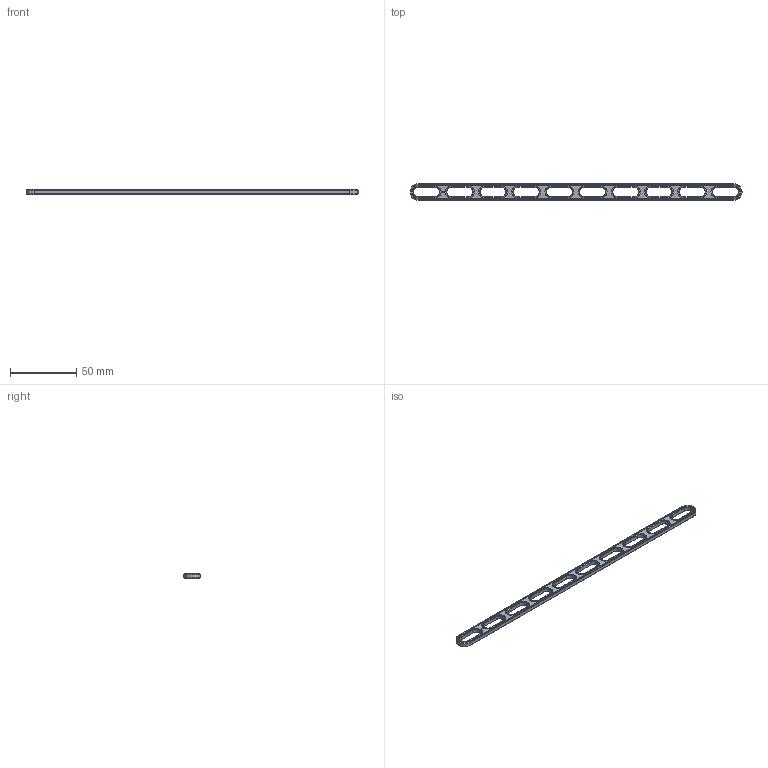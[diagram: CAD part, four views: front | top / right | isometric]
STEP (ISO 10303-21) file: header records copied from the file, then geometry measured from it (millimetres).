
FILE_DESCRIPTION(('FreeCAD Model'),'2;1');
FILE_NAME('Open CASCADE Shape Model','2021-03-28T15:38:35',('Author'),( ''),'Open CASCADE STEP processor 7.4','FreeCAD','Unknown');
FILE_SCHEMA(('AUTOMOTIVE_DESIGN { 1 0 10303 214 1 1 1 1 }'));
Length unit declared in the file: millimetre
Products named in the file (1): Brace_STR_SLT_SQT_ERR_BU20x01x00.25x02_-_SPN-BRC-0440_(stemfie.org)
Bounding box: 250 x 12.5 x 3.12 mm (x, y, z)
Volume: 5491.8 mm3; surface area: 6605.3 mm2
Topology: 1 solids, 1 shells, 738 faces, 1941 edges, 1242 vertices
Faces by surface type: plane 488, extrusion 162, cone 44, cylinder 44
Entity records: 48837 total; most frequent: CARTESIAN_POINT 10843, DIRECTION 6437, VECTOR 4859, LINE 4697, ORIENTED_EDGE 3882, PCURVE 3882, DEFINITIONAL_REPRESENTATION 3882, EDGE_CURVE 1941
